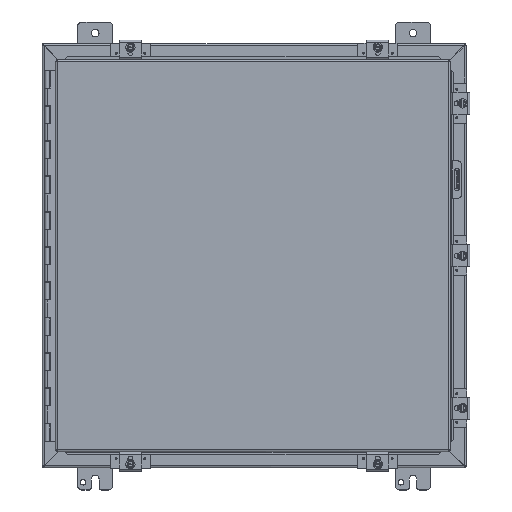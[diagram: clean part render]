
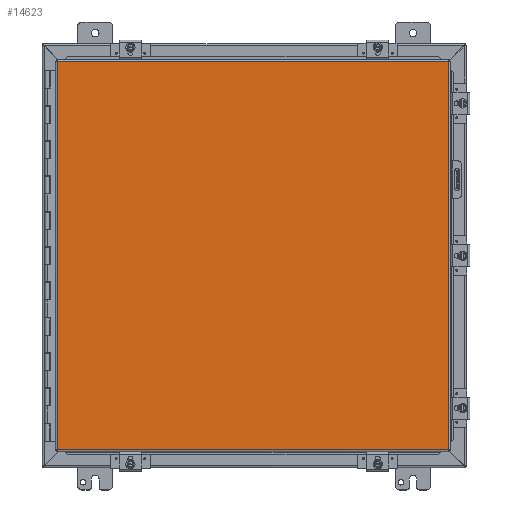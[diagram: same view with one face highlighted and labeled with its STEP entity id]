
A CAD part, top view. The second image highlights one B-rep face of the part: STEP entity #14623.
In plain terms, the highlighted face is planar.
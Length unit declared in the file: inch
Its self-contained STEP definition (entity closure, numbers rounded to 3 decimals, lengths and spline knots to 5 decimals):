
#1789=LINE('',#24204,#3102);
#1795=LINE('',#24325,#3108);
#1805=LINE('',#24478,#3118);
#1808=LINE('',#24511,#3121);
#3102=VECTOR('',#18875,0.3937);
#3108=VECTOR('',#18889,0.3937);
#3118=VECTOR('',#18911,0.3937);
#3121=VECTOR('',#18920,0.3937);
#4241=PLANE('',#16020);
#4927=FACE_OUTER_BOUND('',#5806,.T.);
#5806=EDGE_LOOP('',(#12292,#12293,#12294,#12295));
#7423=VERTEX_POINT('',#24195);
#7424=VERTEX_POINT('',#24203);
#7427=VERTEX_POINT('',#24273);
#7428=VERTEX_POINT('',#24317);
#9117=EDGE_CURVE('',#7424,#7423,#1789,.T.);
#9130=EDGE_CURVE('',#7427,#7428,#1795,.T.);
#9147=EDGE_CURVE('',#7423,#7427,#1805,.T.);
#9151=EDGE_CURVE('',#7428,#7424,#1808,.T.);
#12292=ORIENTED_EDGE('',*,*,#9147,.T.);
#12293=ORIENTED_EDGE('',*,*,#9130,.T.);
#12294=ORIENTED_EDGE('',*,*,#9151,.T.);
#12295=ORIENTED_EDGE('',*,*,#9117,.T.);
#14623=ADVANCED_FACE('',(#4927),#4241,.F.);
#16020=AXIS2_PLACEMENT_3D('',#24591,#18934,#18935);
#18875=DIRECTION('',(-1.,0.,0.));
#18889=DIRECTION('',(1.,0.,0.));
#18911=DIRECTION('',(0.,1.,0.));
#18920=DIRECTION('',(0.,-1.,0.));
#18934=DIRECTION('center_axis',(0.,0.,1.));
#18935=DIRECTION('ref_axis',(1.,0.,0.));
#24195=CARTESIAN_POINT('',(-11.08225,-10.9885,0.));
#24203=CARTESIAN_POINT('',(11.08225,-10.9885,0.));
#24204=CARTESIAN_POINT('',(5.54113,-10.9885,0.));
#24273=CARTESIAN_POINT('',(-11.08225,10.9885,0.));
#24317=CARTESIAN_POINT('',(11.08225,10.9885,0.));
#24325=CARTESIAN_POINT('',(-5.59375,10.9885,0.));
#24478=CARTESIAN_POINT('',(-11.08225,-5.49425,0.));
#24511=CARTESIAN_POINT('',(11.08225,5.49425,0.));
#24591=CARTESIAN_POINT('Origin',(0.,0.,0.));
